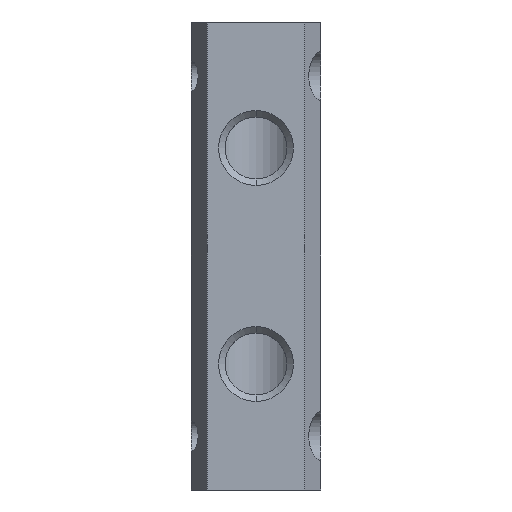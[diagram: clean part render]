
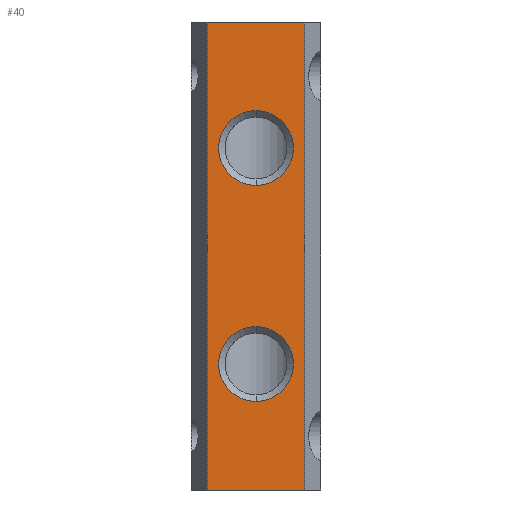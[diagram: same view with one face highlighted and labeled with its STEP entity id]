
A CAD part, front view. The second image highlights one B-rep face of the part: STEP entity #40.
In plain terms, the highlighted planar face has unit normal (0, -1, 0).
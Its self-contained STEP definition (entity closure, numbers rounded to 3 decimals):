
#7 = EDGE_CURVE ( 'NONE', #1966, #88, #1409, .T. ) ;
#40 = ADVANCED_FACE ( 'NONE', ( #1639, #56, #1227 ), #629, .T. ) ;
#56 = FACE_BOUND ( 'NONE', #807, .T. ) ;
#88 = VERTEX_POINT ( 'NONE', #803 ) ;
#158 = EDGE_CURVE ( 'NONE', #659, #1042, #1247, .T. ) ;
#173 = CARTESIAN_POINT ( 'NONE',  ( 0., 0., -52.7 ) ) ;
#183 = CIRCLE ( 'NONE', #1343, 5.2 ) ;
#211 = VECTOR ( 'NONE', #1678, 1000. ) ;
#216 = ORIENTED_EDGE ( 'NONE', *, *, #1918, .T. ) ;
#218 = EDGE_LOOP ( 'NONE', ( #216, #1483 ) ) ;
#219 = DIRECTION ( 'NONE',  ( 0., 0., -1. ) ) ;
#246 = ORIENTED_EDGE ( 'NONE', *, *, #1579, .T. ) ;
#295 = LINE ( 'NONE', #1494, #1091 ) ;
#305 = CARTESIAN_POINT ( 'NONE',  ( 6.75, 0., 0. ) ) ;
#329 = DIRECTION ( 'NONE',  ( 0., 0., -1. ) ) ;
#333 = CIRCLE ( 'NONE', #1049, 5.2 ) ;
#352 = CARTESIAN_POINT ( 'NONE',  ( -6.75, 0., 0. ) ) ;
#376 = CARTESIAN_POINT ( 'NONE',  ( 0., 0., -17.5 ) ) ;
#497 = DIRECTION ( 'NONE',  ( 0., 0., 1. ) ) ;
#516 = VERTEX_POINT ( 'NONE', #904 ) ;
#547 = DIRECTION ( 'NONE',  ( 1., 0., 0. ) ) ;
#559 = CARTESIAN_POINT ( 'NONE',  ( -6.75, 0., 0. ) ) ;
#586 = VERTEX_POINT ( 'NONE', #762 ) ;
#592 = CARTESIAN_POINT ( 'NONE',  ( -6.75, 0., -65. ) ) ;
#629 = PLANE ( 'NONE',  #1591 ) ;
#638 = DIRECTION ( 'NONE',  ( 0., 0., -1. ) ) ;
#643 = DIRECTION ( 'NONE',  ( 0., -1., 0. ) ) ;
#659 = VERTEX_POINT ( 'NONE', #352 ) ;
#730 = ORIENTED_EDGE ( 'NONE', *, *, #1407, .T. ) ;
#731 = CARTESIAN_POINT ( 'NONE',  ( 0., 0., -22.7 ) ) ;
#743 = CARTESIAN_POINT ( 'NONE',  ( 0., 0., -47.5 ) ) ;
#762 = CARTESIAN_POINT ( 'NONE',  ( 0., 0., -12.3 ) ) ;
#775 = LINE ( 'NONE', #1709, #1064 ) ;
#803 = CARTESIAN_POINT ( 'NONE',  ( 6.75, 0., -65. ) ) ;
#807 = EDGE_LOOP ( 'NONE', ( #730, #1432 ) ) ;
#828 = EDGE_LOOP ( 'NONE', ( #1817, #1000, #1821, #246 ) ) ;
#904 = CARTESIAN_POINT ( 'NONE',  ( 0., 0., -42.3 ) ) ;
#983 = DIRECTION ( 'NONE',  ( 0., 1., 0. ) ) ;
#1000 = ORIENTED_EDGE ( 'NONE', *, *, #1803, .F. ) ;
#1042 = VERTEX_POINT ( 'NONE', #305 ) ;
#1049 = AXIS2_PLACEMENT_3D ( 'NONE', #743, #1072, #1202 ) ;
#1064 = VECTOR ( 'NONE', #497, 1000. ) ;
#1072 = DIRECTION ( 'NONE',  ( 0., 1., 0. ) ) ;
#1091 = VECTOR ( 'NONE', #1890, 1000. ) ;
#1116 = EDGE_CURVE ( 'NONE', #516, #1216, #333, .T. ) ;
#1202 = DIRECTION ( 'NONE',  ( 0., 0., -1. ) ) ;
#1210 = EDGE_CURVE ( 'NONE', #586, #1714, #183, .T. ) ;
#1214 = CIRCLE ( 'NONE', #1261, 5.2 ) ;
#1216 = VERTEX_POINT ( 'NONE', #173 ) ;
#1227 = FACE_OUTER_BOUND ( 'NONE', #828, .T. ) ;
#1247 = LINE ( 'NONE', #559, #1710 ) ;
#1260 = DIRECTION ( 'NONE',  ( 0., 0., -1. ) ) ;
#1261 = AXIS2_PLACEMENT_3D ( 'NONE', #1729, #983, #1260 ) ;
#1343 = AXIS2_PLACEMENT_3D ( 'NONE', #376, #1361, #329 ) ;
#1361 = DIRECTION ( 'NONE',  ( 0., 1., 0. ) ) ;
#1407 = EDGE_CURVE ( 'NONE', #1216, #516, #1715, .T. ) ;
#1409 = LINE ( 'NONE', #1687, #211 ) ;
#1432 = ORIENTED_EDGE ( 'NONE', *, *, #1116, .T. ) ;
#1447 = DIRECTION ( 'NONE',  ( 0., 1., 0. ) ) ;
#1483 = ORIENTED_EDGE ( 'NONE', *, *, #1210, .T. ) ;
#1494 = CARTESIAN_POINT ( 'NONE',  ( -6.75, 0., -65. ) ) ;
#1579 = EDGE_CURVE ( 'NONE', #88, #1042, #775, .T. ) ;
#1591 = AXIS2_PLACEMENT_3D ( 'NONE', #592, #643, #638 ) ;
#1622 = CARTESIAN_POINT ( 'NONE',  ( -6.75, 0., -65. ) ) ;
#1639 = FACE_BOUND ( 'NONE', #218, .T. ) ;
#1660 = AXIS2_PLACEMENT_3D ( 'NONE', #1854, #1447, #219 ) ;
#1678 = DIRECTION ( 'NONE',  ( 1., 0., 0. ) ) ;
#1687 = CARTESIAN_POINT ( 'NONE',  ( -6.75, 0., -65. ) ) ;
#1709 = CARTESIAN_POINT ( 'NONE',  ( 6.75, 0., -65. ) ) ;
#1710 = VECTOR ( 'NONE', #547, 1000. ) ;
#1714 = VERTEX_POINT ( 'NONE', #731 ) ;
#1715 = CIRCLE ( 'NONE', #1660, 5.2 ) ;
#1729 = CARTESIAN_POINT ( 'NONE',  ( 0., 0., -17.5 ) ) ;
#1803 = EDGE_CURVE ( 'NONE', #1966, #659, #295, .T. ) ;
#1817 = ORIENTED_EDGE ( 'NONE', *, *, #158, .F. ) ;
#1821 = ORIENTED_EDGE ( 'NONE', *, *, #7, .T. ) ;
#1854 = CARTESIAN_POINT ( 'NONE',  ( 0., 0., -47.5 ) ) ;
#1890 = DIRECTION ( 'NONE',  ( 0., 0., 1. ) ) ;
#1918 = EDGE_CURVE ( 'NONE', #1714, #586, #1214, .T. ) ;
#1966 = VERTEX_POINT ( 'NONE', #1622 ) ;
